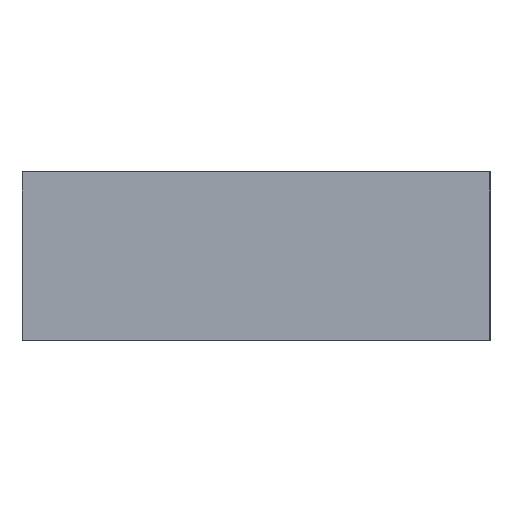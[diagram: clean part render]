
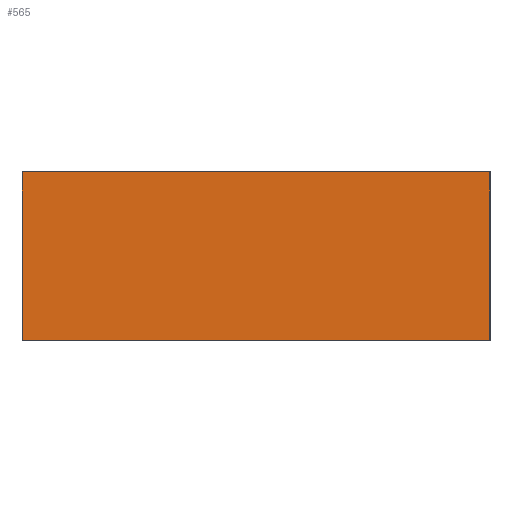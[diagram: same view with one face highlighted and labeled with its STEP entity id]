
A CAD part, left-side view. The second image highlights one B-rep face of the part: STEP entity #565.
In plain terms, the highlighted planar face has unit normal (-1, 0, 0).
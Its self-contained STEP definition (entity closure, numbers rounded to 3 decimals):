
#198 = ORIENTED_EDGE ( 'NONE', *, *, #4310, .T. ) ;
#326 = CARTESIAN_POINT ( 'NONE',  ( -1., 0., 0.45 ) ) ;
#565 = ADVANCED_FACE ( 'NONE', ( #2394 ), #1384, .T. ) ;
#580 = VERTEX_POINT ( 'NONE', #1405 ) ;
#873 = DIRECTION ( 'NONE',  ( 0., 0., 1. ) ) ;
#893 = CARTESIAN_POINT ( 'NONE',  ( -1., 0., 0.45 ) ) ;
#1200 = VERTEX_POINT ( 'NONE', #2760 ) ;
#1384 = PLANE ( 'NONE',  #5593 ) ;
#1405 = CARTESIAN_POINT ( 'NONE',  ( -1., 0.625, 0. ) ) ;
#1518 = EDGE_LOOP ( 'NONE', ( #198, #4214, #4567, #5673 ) ) ;
#1808 = DIRECTION ( 'NONE',  ( 0., 0., 1. ) ) ;
#1993 = CARTESIAN_POINT ( 'NONE',  ( -1., -0.625, 0.45 ) ) ;
#2012 = LINE ( 'NONE', #6638, #4887 ) ;
#2245 = CARTESIAN_POINT ( 'NONE',  ( -1., -0.625, 0. ) ) ;
#2394 = FACE_OUTER_BOUND ( 'NONE', #1518, .T. ) ;
#2760 = CARTESIAN_POINT ( 'NONE',  ( -1., 0.625, 0.45 ) ) ;
#2935 = VERTEX_POINT ( 'NONE', #2245 ) ;
#3025 = CARTESIAN_POINT ( 'NONE',  ( -1., 0., 0. ) ) ;
#3202 = LINE ( 'NONE', #4469, #3702 ) ;
#3365 = LINE ( 'NONE', #893, #6205 ) ;
#3566 = DIRECTION ( 'NONE',  ( 0., -1., 0. ) ) ;
#3702 = VECTOR ( 'NONE', #6084, 1000. ) ;
#3846 = EDGE_CURVE ( 'NONE', #580, #2935, #6648, .T. ) ;
#4097 = DIRECTION ( 'NONE',  ( -1., 0., 0. ) ) ;
#4214 = ORIENTED_EDGE ( 'NONE', *, *, #4542, .T. ) ;
#4257 = EDGE_CURVE ( 'NONE', #1200, #580, #3202, .T. ) ;
#4310 = EDGE_CURVE ( 'NONE', #2935, #6371, #2012, .T. ) ;
#4469 = CARTESIAN_POINT ( 'NONE',  ( -1., 0.625, 0.45 ) ) ;
#4542 = EDGE_CURVE ( 'NONE', #6371, #1200, #3365, .T. ) ;
#4567 = ORIENTED_EDGE ( 'NONE', *, *, #4257, .T. ) ;
#4680 = DIRECTION ( 'NONE',  ( 0., 1., 0. ) ) ;
#4887 = VECTOR ( 'NONE', #1808, 1000. ) ;
#5414 = VECTOR ( 'NONE', #3566, 1000. ) ;
#5593 = AXIS2_PLACEMENT_3D ( 'NONE', #326, #4097, #873 ) ;
#5673 = ORIENTED_EDGE ( 'NONE', *, *, #3846, .T. ) ;
#6084 = DIRECTION ( 'NONE',  ( 0., 0., -1. ) ) ;
#6205 = VECTOR ( 'NONE', #4680, 1000. ) ;
#6371 = VERTEX_POINT ( 'NONE', #1993 ) ;
#6638 = CARTESIAN_POINT ( 'NONE',  ( -1., -0.625, 0.45 ) ) ;
#6648 = LINE ( 'NONE', #3025, #5414 ) ;
